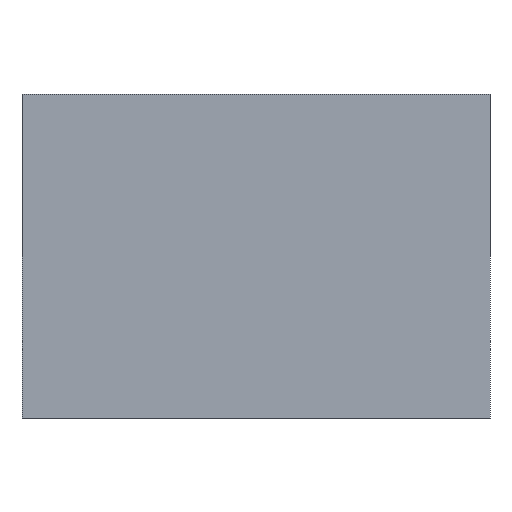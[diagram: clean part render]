
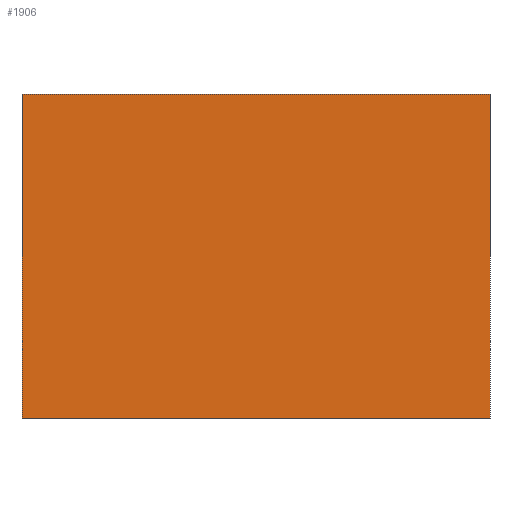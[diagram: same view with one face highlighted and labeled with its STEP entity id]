
A CAD part, front view. The second image highlights one B-rep face of the part: STEP entity #1906.
In plain terms, the highlighted planar face has unit normal (0, -1, 0).
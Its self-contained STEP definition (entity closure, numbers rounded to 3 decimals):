
#111 = CARTESIAN_POINT ( 'NONE',  ( 6.5, -6.75, 9. ) ) ;
#140 = DIRECTION ( 'NONE',  ( 0., 1., 0. ) ) ;
#213 = ORIENTED_EDGE ( 'NONE', *, *, #714, .F. ) ;
#216 = ORIENTED_EDGE ( 'NONE', *, *, #749, .F. ) ;
#262 = EDGE_CURVE ( 'NONE', #1941, #2077, #858, .T. ) ;
#391 = VERTEX_POINT ( 'NONE', #1437 ) ;
#450 = EDGE_LOOP ( 'NONE', ( #1202, #213, #216, #1350 ) ) ;
#501 = EDGE_CURVE ( 'NONE', #2077, #569, #1489, .T. ) ;
#569 = VERTEX_POINT ( 'NONE', #1841 ) ;
#638 = LINE ( 'NONE', #2122, #1828 ) ;
#714 = EDGE_CURVE ( 'NONE', #391, #569, #791, .T. ) ;
#749 = EDGE_CURVE ( 'NONE', #1941, #391, #638, .T. ) ;
#791 = LINE ( 'NONE', #111, #1859 ) ;
#798 = CARTESIAN_POINT ( 'NONE',  ( -6.5, -6.75, 9. ) ) ;
#856 = CARTESIAN_POINT ( 'NONE',  ( -6.5, -6.75, 0. ) ) ;
#858 = LINE ( 'NONE', #1684, #2152 ) ;
#877 = DIRECTION ( 'NONE',  ( 1., 0., 0. ) ) ;
#901 = CARTESIAN_POINT ( 'NONE',  ( -6.5, -6.75, 0. ) ) ;
#1007 = VECTOR ( 'NONE', #877, 1000. ) ;
#1106 = DIRECTION ( 'NONE',  ( 1., 0., 0. ) ) ;
#1124 = PLANE ( 'NONE',  #1155 ) ;
#1143 = FACE_OUTER_BOUND ( 'NONE', #450, .T. ) ;
#1155 = AXIS2_PLACEMENT_3D ( 'NONE', #2151, #140, #2130 ) ;
#1202 = ORIENTED_EDGE ( 'NONE', *, *, #501, .T. ) ;
#1245 = DIRECTION ( 'NONE',  ( 0., 0., -1. ) ) ;
#1350 = ORIENTED_EDGE ( 'NONE', *, *, #262, .T. ) ;
#1437 = CARTESIAN_POINT ( 'NONE',  ( 6.5, -6.75, 9. ) ) ;
#1489 = LINE ( 'NONE', #856, #1007 ) ;
#1684 = CARTESIAN_POINT ( 'NONE',  ( -6.5, -6.75, 9. ) ) ;
#1828 = VECTOR ( 'NONE', #1106, 1000. ) ;
#1836 = DIRECTION ( 'NONE',  ( 0., 0., -1. ) ) ;
#1841 = CARTESIAN_POINT ( 'NONE',  ( 6.5, -6.75, 0. ) ) ;
#1859 = VECTOR ( 'NONE', #1245, 1000. ) ;
#1906 = ADVANCED_FACE ( 'NONE', ( #1143 ), #1124, .F. ) ;
#1941 = VERTEX_POINT ( 'NONE', #798 ) ;
#2077 = VERTEX_POINT ( 'NONE', #901 ) ;
#2122 = CARTESIAN_POINT ( 'NONE',  ( -6.5, -6.75, 9. ) ) ;
#2130 = DIRECTION ( 'NONE',  ( -1., 0., 0. ) ) ;
#2151 = CARTESIAN_POINT ( 'NONE',  ( -6.5, -6.75, 9. ) ) ;
#2152 = VECTOR ( 'NONE', #1836, 1000. ) ;
